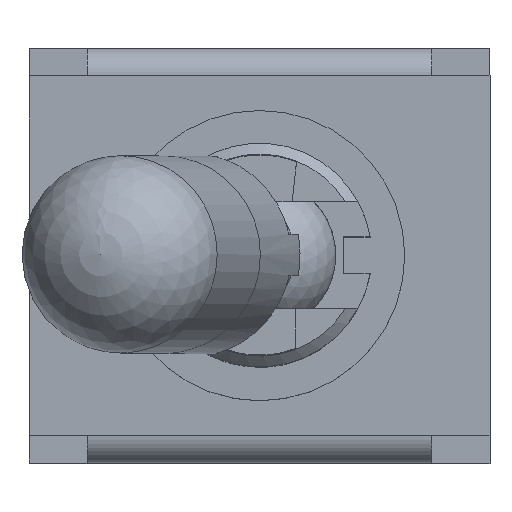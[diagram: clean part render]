
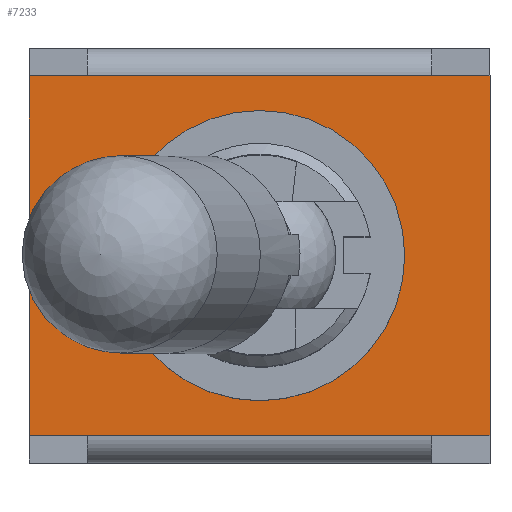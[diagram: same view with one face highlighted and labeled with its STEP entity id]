
A CAD part, top view. The second image highlights one B-rep face of the part: STEP entity #7233.
In plain terms, the highlighted planar face has unit normal (0, 0, 1).
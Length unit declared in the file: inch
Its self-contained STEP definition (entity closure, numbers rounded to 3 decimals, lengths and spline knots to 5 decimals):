
#30=FACE_BOUND('',#2776,.T.);
#223=PLANE('',#7855);
#801=LINE('',#11611,#1620);
#802=LINE('',#11613,#1621);
#803=LINE('',#11615,#1622);
#804=LINE('',#11617,#1623);
#805=LINE('',#11619,#1624);
#806=LINE('',#11621,#1625);
#807=LINE('',#11623,#1626);
#808=LINE('',#11624,#1627);
#1620=VECTOR('',#9289,0.3937);
#1621=VECTOR('',#9290,0.3937);
#1622=VECTOR('',#9291,0.3937);
#1623=VECTOR('',#9292,0.3937);
#1624=VECTOR('',#9293,0.3937);
#1625=VECTOR('',#9294,0.3937);
#1626=VECTOR('',#9295,0.3937);
#1627=VECTOR('',#9296,0.3937);
#2360=FACE_OUTER_BOUND('',#2775,.T.);
#2775=EDGE_LOOP('',(#6014,#6015,#6016,#6017,#6018,#6019,#6020,#6021));
#2776=EDGE_LOOP('',(#6022));
#3107=CIRCLE('',#7853,0.15748);
#3509=VERTEX_POINT('',#11604);
#3510=VERTEX_POINT('',#11609);
#3511=VERTEX_POINT('',#11610);
#3512=VERTEX_POINT('',#11612);
#3513=VERTEX_POINT('',#11614);
#3514=VERTEX_POINT('',#11616);
#3515=VERTEX_POINT('',#11618);
#3516=VERTEX_POINT('',#11620);
#3517=VERTEX_POINT('',#11622);
#4400=EDGE_CURVE('',#3509,#3509,#3107,.T.);
#4402=EDGE_CURVE('',#3510,#3511,#801,.T.);
#4403=EDGE_CURVE('',#3511,#3512,#802,.T.);
#4404=EDGE_CURVE('',#3512,#3513,#803,.T.);
#4405=EDGE_CURVE('',#3514,#3513,#804,.T.);
#4406=EDGE_CURVE('',#3515,#3514,#805,.T.);
#4407=EDGE_CURVE('',#3515,#3516,#806,.T.);
#4408=EDGE_CURVE('',#3516,#3517,#807,.T.);
#4409=EDGE_CURVE('',#3510,#3517,#808,.T.);
#6014=ORIENTED_EDGE('',*,*,#4402,.T.);
#6015=ORIENTED_EDGE('',*,*,#4403,.T.);
#6016=ORIENTED_EDGE('',*,*,#4404,.T.);
#6017=ORIENTED_EDGE('',*,*,#4405,.F.);
#6018=ORIENTED_EDGE('',*,*,#4406,.F.);
#6019=ORIENTED_EDGE('',*,*,#4407,.T.);
#6020=ORIENTED_EDGE('',*,*,#4408,.T.);
#6021=ORIENTED_EDGE('',*,*,#4409,.F.);
#6022=ORIENTED_EDGE('',*,*,#4400,.T.);
#7233=ADVANCED_FACE('',(#2360,#30),#223,.T.);
#7853=AXIS2_PLACEMENT_3D('',#11605,#9282,#9283);
#7855=AXIS2_PLACEMENT_3D('',#11608,#9287,#9288);
#9282=DIRECTION('center_axis',(0.,0.,
-1.));
#9283=DIRECTION('ref_axis',(1.,0.,0.));
#9287=DIRECTION('center_axis',(0.,0.,
1.));
#9288=DIRECTION('ref_axis',(1.,0.,0.));
#9289=DIRECTION('',(1.,0.,0.));
#9290=DIRECTION('',(1.,0.,0.));
#9291=DIRECTION('',(0.,1.,0.));
#9292=DIRECTION('',(1.,0.,0.));
#9293=DIRECTION('',(1.,0.,0.));
#9294=DIRECTION('',(-1.,0.,0.));
#9295=DIRECTION('',(0.,-1.,0.));
#9296=DIRECTION('',(-1.,0.,0.));
#11604=CARTESIAN_POINT('',(-0.15748,0.,0.35));
#11605=CARTESIAN_POINT('Origin',(0.,0.,
0.35));
#11608=CARTESIAN_POINT('Origin',(0.,0.19508,
0.35));
#11609=CARTESIAN_POINT('',(-0.18701,-0.19508,0.35));
#11610=CARTESIAN_POINT('',(0.18701,-0.19508,0.35));
#11611=CARTESIAN_POINT('',(0.,-0.19508,0.35));
#11612=CARTESIAN_POINT('',(0.25,-0.19508,0.35));
#11613=CARTESIAN_POINT('',(0.18701,-0.19508,0.35));
#11614=CARTESIAN_POINT('',(0.25,0.19508,0.35));
#11615=CARTESIAN_POINT('',(0.25,-0.19508,0.35));
#11616=CARTESIAN_POINT('',(0.18701,0.19508,0.35));
#11617=CARTESIAN_POINT('',(0.18701,0.19508,0.35));
#11618=CARTESIAN_POINT('',(-0.18701,0.19508,0.35));
#11619=CARTESIAN_POINT('',(0.,0.19508,0.35));
#11620=CARTESIAN_POINT('',(-0.25,0.19508,0.35));
#11621=CARTESIAN_POINT('',(-0.18701,0.19508,0.35));
#11622=CARTESIAN_POINT('',(-0.25,-0.19508,0.35));
#11623=CARTESIAN_POINT('',(-0.25,-0.19508,0.35));
#11624=CARTESIAN_POINT('',(-0.18701,-0.19508,0.35));
